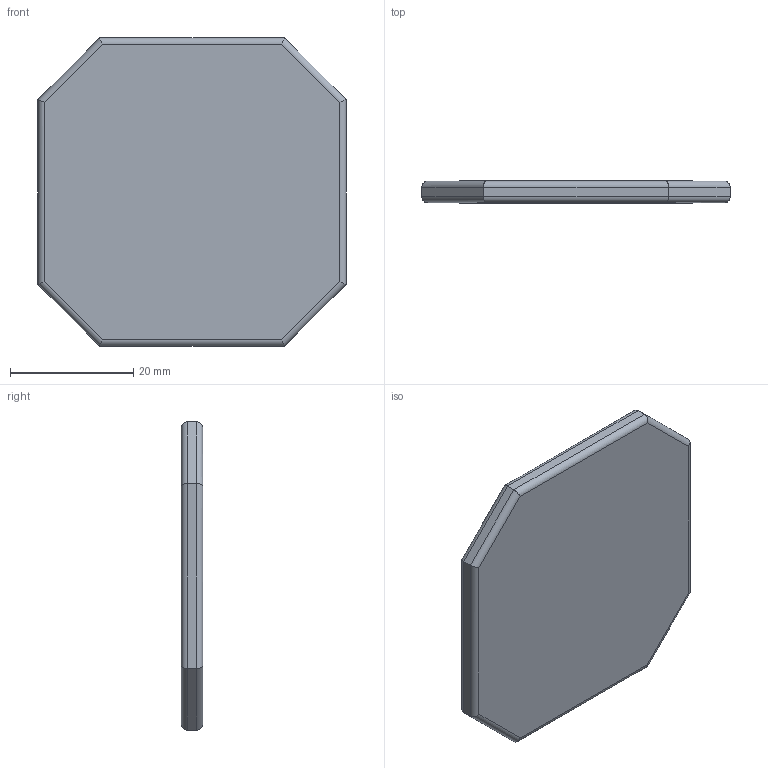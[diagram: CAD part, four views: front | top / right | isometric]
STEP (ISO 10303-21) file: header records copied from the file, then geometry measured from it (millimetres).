
FILE_DESCRIPTION(/* description */ (''),/* implementation_level */ '2;1');
FILE_NAME(/* name */ 'seer.step',/* time_stamp */ '2022-02-05T00:51:36-06:00',/* author */ (''),/* organization */ (''),/* preprocessor_version */ 'ST-DEVELOPER v18.1',/* originating_system */ 'Autodesk Translation Framework v10.13.0.1454',/* authorisation */ '');
FILE_SCHEMA (('AUTOMOTIVE_DESIGN { 1 0 10303 214 3 1 1 }'));
Length unit declared in the file: millimetre
Products named in the file (1): Untitled
Bounding box: 50 x 3.5 x 50 mm (x, y, z)
Volume: 6702.6 mm3; surface area: 7884.6 mm2
Topology: 7 solids, 7 shells, 63 faces, 127 edges, 82 vertices
Faces by surface type: plane 34, cylinder 29
Full cylindrical faces by diameter (mm): 4 x3, 5 x1, 5.1 x4, 10 x1
Entity records: 1674 total; most frequent: DIRECTION 297, CARTESIAN_POINT 273, ORIENTED_EDGE 254, EDGE_CURVE 127, AXIS2_PLACEMENT_3D 106, LINE 85, VECTOR 85, VERTEX_POINT 82
